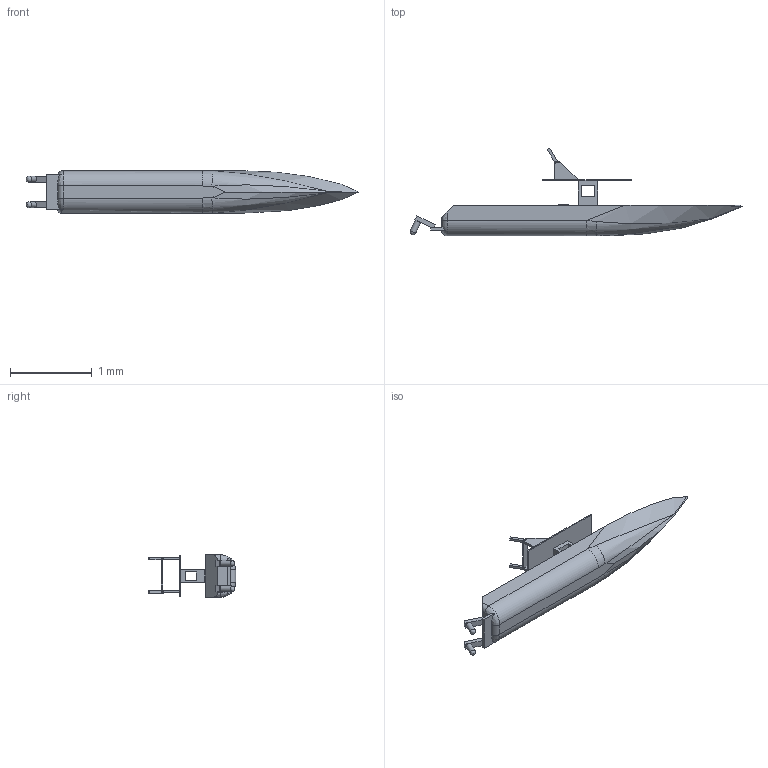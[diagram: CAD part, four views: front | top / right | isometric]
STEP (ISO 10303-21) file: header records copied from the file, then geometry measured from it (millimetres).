
FILE_DESCRIPTION(('FreeCAD Model'),'2;1');
FILE_NAME('Open CASCADE Shape Model','2025-05-05T08:35:21',('FreeCAD'),( 'FreeCAD'),'Open CASCADE STEP processor 7.6','FreeCAD','Unknown');
FILE_SCHEMA(('AUTOMOTIVE_DESIGN { 1 0 10303 214 1 1 1 1 }'));
Length unit declared in the file: millimetre
Products named in the file (1): Open CASCADE STEP translator 7.6 1
Bounding box: 4.05 x 1.07 x 0.52 mm (x, y, z)
Volume: 0.4 mm3; surface area: 7.9 mm2
Topology: 8 solids, 9 shells, 113 faces, 270 edges, 175 vertices
Faces by surface type: bspline 113
Entity records: 3246 total; most frequent: CARTESIAN_POINT 1558, ORIENTED_EDGE 535, EDGE_CURVE 268, B_SPLINE_CURVE_WITH_KNOTS 225, VERTEX_POINT 175, FACE_BOUND 122, EDGE_LOOP 122, ADVANCED_FACE 113
